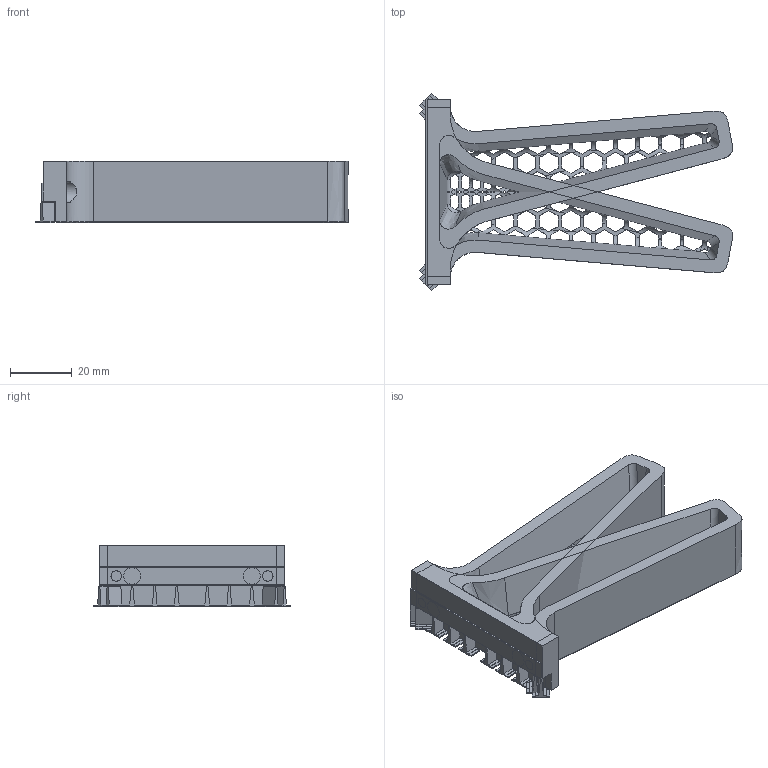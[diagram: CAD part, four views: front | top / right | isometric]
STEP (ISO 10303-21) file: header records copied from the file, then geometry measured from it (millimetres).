
FILE_DESCRIPTION(/* description */ (''),/* implementation_level */ '2;1');
FILE_NAME(/* name */ 'Voron RockNRoll Stilts v11.step',/* time_stamp */ '2023-11-06T15:17:56+01:00',/* author */ (''),/* organization */ (''),/* preprocessor_version */ 'ST-DEVELOPER v20',/* originating_system */ 'Autodesk Translation Framework v12.14.0.127',/* authorisation */ '');
FILE_SCHEMA (('AUTOMOTIVE_DESIGN { 1 0 10303 214 3 1 1 }'));
Length unit declared in the file: millimetre
Products named in the file (7): RockNRoll Stilts; Left; Stilt; Supports; Right; Stilt (1); Supports (1)
Assembly tree (6 placements, depth 3):
  RockNRoll Stilts
    Left
      Stilt
      Supports
    Right
      Stilt (1)
      Supports (1)
Bounding box: 101.46 x 64.05 x 20 mm (x, y, z)
Volume: 57393 mm3; surface area: 31318 mm2
Topology: 12 solids, 12 shells, 680 faces, 2004 edges, 1284 vertices
Faces by surface type: plane 586, cylinder 52, bspline 24, cone 8, sphere 6, torus 4
Full cylindrical faces by diameter (mm): 3.4 x2, 5.5 x2, 7 x2, 11 x2
Entity records: 23749 total; most frequent: CARTESIAN_POINT 5205, ORIENTED_EDGE 4008, DIRECTION 3592, EDGE_CURVE 2004, LINE 1606, VECTOR 1606, VERTEX_POINT 1284, AXIS2_PLACEMENT_3D 993
